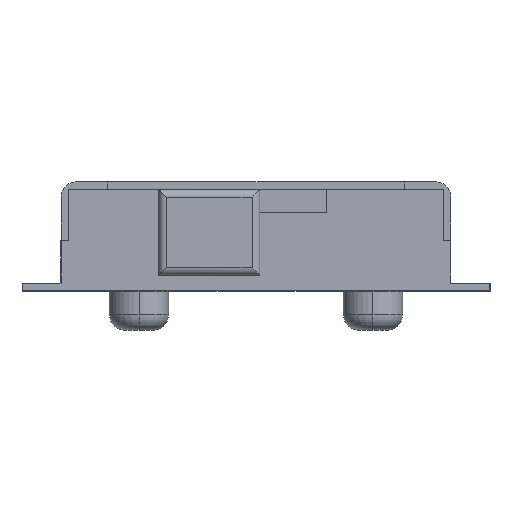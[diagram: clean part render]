
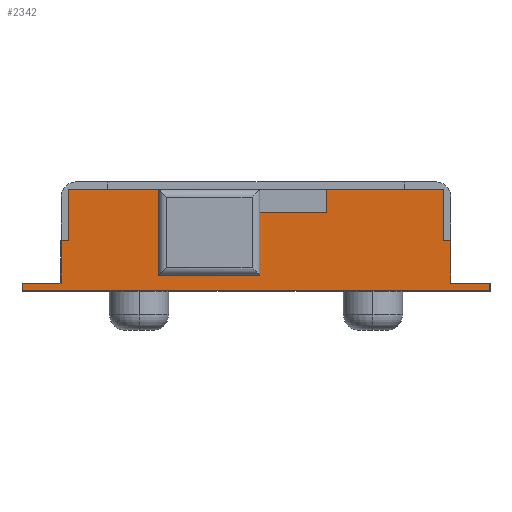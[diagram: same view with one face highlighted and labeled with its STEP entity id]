
A CAD part, top view. The second image highlights one B-rep face of the part: STEP entity #2342.
In plain terms, the highlighted planar face has unit normal (0, 0, 1).
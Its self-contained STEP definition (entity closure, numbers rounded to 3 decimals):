
#29 = LINE ( 'NONE', #3531, #3221 ) ;
#55 = ORIENTED_EDGE ( 'NONE', *, *, #1433, .F. ) ;
#117 = ORIENTED_EDGE ( 'NONE', *, *, #421, .T. ) ;
#173 = EDGE_CURVE ( 'NONE', #745, #881, #190, .T. ) ;
#190 = LINE ( 'NONE', #3693, #1585 ) ;
#192 = EDGE_CURVE ( 'NONE', #1751, #632, #3559, .T. ) ;
#250 = CARTESIAN_POINT ( 'NONE',  ( -0.1, 0., 0. ) ) ;
#255 = LINE ( 'NONE', #858, #2724 ) ;
#323 = CARTESIAN_POINT ( 'NONE',  ( 0., 1.3, 0. ) ) ;
#352 = EDGE_LOOP ( 'NONE', ( #1103, #1788, #2436, #3763, #1741, #1794, #1445, #3512, #55, #3296, #3537, #1142, #117, #1492, #3756, #1690 ) ) ;
#405 = LINE ( 'NONE', #700, #2689 ) ;
#421 = EDGE_CURVE ( 'NONE', #562, #1768, #2387, .T. ) ;
#492 = CARTESIAN_POINT ( 'NONE',  ( 0., 0.65, 0. ) ) ;
#494 = DIRECTION ( 'NONE',  ( 1., 0., 0. ) ) ;
#527 = CARTESIAN_POINT ( 'NONE',  ( 3.3, 1., 0. ) ) ;
#528 = VERTEX_POINT ( 'NONE', #3267 ) ;
#541 = LINE ( 'NONE', #3122, #2811 ) ;
#542 = DIRECTION ( 'NONE',  ( 1., 0., 0. ) ) ;
#548 = EDGE_CURVE ( 'NONE', #1877, #3214, #405, .T. ) ;
#562 = VERTEX_POINT ( 'NONE', #729 ) ;
#575 = VECTOR ( 'NONE', #2691, 1000. ) ;
#593 = VERTEX_POINT ( 'NONE', #2714 ) ;
#632 = VERTEX_POINT ( 'NONE', #3307 ) ;
#660 = VECTOR ( 'NONE', #1929, 1000. ) ;
#661 = DIRECTION ( 'NONE',  ( 1., 0., 0. ) ) ;
#700 = CARTESIAN_POINT ( 'NONE',  ( -0.1, 0.65, 0. ) ) ;
#729 = CARTESIAN_POINT ( 'NONE',  ( 5.4, 0.1, 0. ) ) ;
#745 = VERTEX_POINT ( 'NONE', #527 ) ;
#760 = CARTESIAN_POINT ( 'NONE',  ( 4.9, 0.1, 0. ) ) ;
#778 = CARTESIAN_POINT ( 'NONE',  ( 5.4, 0., 0. ) ) ;
#854 = LINE ( 'NONE', #250, #3740 ) ;
#858 = CARTESIAN_POINT ( 'NONE',  ( 1.5, 1., 0. ) ) ;
#871 = AXIS2_PLACEMENT_3D ( 'NONE', #3560, #1804, #1022 ) ;
#881 = VERTEX_POINT ( 'NONE', #3625 ) ;
#914 = VECTOR ( 'NONE', #1698, 1000. ) ;
#1022 = DIRECTION ( 'NONE',  ( -1., 0., 0. ) ) ;
#1076 = CARTESIAN_POINT ( 'NONE',  ( -0.6, 0., 0. ) ) ;
#1103 = ORIENTED_EDGE ( 'NONE', *, *, #2203, .F. ) ;
#1142 = ORIENTED_EDGE ( 'NONE', *, *, #3671, .T. ) ;
#1163 = DIRECTION ( 'NONE',  ( 0., 1., 0. ) ) ;
#1213 = CARTESIAN_POINT ( 'NONE',  ( 4.9, 0.65, 0. ) ) ;
#1260 = CARTESIAN_POINT ( 'NONE',  ( -0.6, 0.1, 0. ) ) ;
#1273 = VERTEX_POINT ( 'NONE', #3558 ) ;
#1292 = VERTEX_POINT ( 'NONE', #323 ) ;
#1296 = CARTESIAN_POINT ( 'NONE',  ( 5.4, 0.1, 0. ) ) ;
#1361 = CARTESIAN_POINT ( 'NONE',  ( 4.8, 1.3, 0. ) ) ;
#1407 = CARTESIAN_POINT ( 'NONE',  ( 4.9, 0., 0. ) ) ;
#1428 = VECTOR ( 'NONE', #2791, 1000. ) ;
#1433 = EDGE_CURVE ( 'NONE', #3631, #528, #2421, .T. ) ;
#1445 = ORIENTED_EDGE ( 'NONE', *, *, #548, .F. ) ;
#1492 = ORIENTED_EDGE ( 'NONE', *, *, #2857, .T. ) ;
#1507 = DIRECTION ( 'NONE',  ( 0., 1., 0. ) ) ;
#1585 = VECTOR ( 'NONE', #2324, 1000. ) ;
#1590 = LINE ( 'NONE', #2239, #1428 ) ;
#1652 = EDGE_CURVE ( 'NONE', #2919, #3631, #29, .T. ) ;
#1681 = LINE ( 'NONE', #3751, #2266 ) ;
#1690 = ORIENTED_EDGE ( 'NONE', *, *, #192, .F. ) ;
#1698 = DIRECTION ( 'NONE',  ( 0., 1., 0. ) ) ;
#1722 = CARTESIAN_POINT ( 'NONE',  ( 0., 1.3, 0. ) ) ;
#1741 = ORIENTED_EDGE ( 'NONE', *, *, #3324, .F. ) ;
#1751 = VERTEX_POINT ( 'NONE', #1361 ) ;
#1755 = DIRECTION ( 'NONE',  ( 0., -1., 0. ) ) ;
#1768 = VERTEX_POINT ( 'NONE', #760 ) ;
#1785 = CARTESIAN_POINT ( 'NONE',  ( 4.8, 1.3, 0. ) ) ;
#1788 = ORIENTED_EDGE ( 'NONE', *, *, #173, .F. ) ;
#1794 = ORIENTED_EDGE ( 'NONE', *, *, #2969, .T. ) ;
#1797 = CARTESIAN_POINT ( 'NONE',  ( 4.9, 0.65, 0. ) ) ;
#1804 = DIRECTION ( 'NONE',  ( 0., 0., -1. ) ) ;
#1832 = LINE ( 'NONE', #1213, #575 ) ;
#1866 = CARTESIAN_POINT ( 'NONE',  ( 5.4, 0., 0. ) ) ;
#1877 = VERTEX_POINT ( 'NONE', #1981 ) ;
#1929 = DIRECTION ( 'NONE',  ( 0., 1., 0. ) ) ;
#1981 = CARTESIAN_POINT ( 'NONE',  ( -0.1, 0.65, 0. ) ) ;
#2135 = VECTOR ( 'NONE', #3583, 1000. ) ;
#2138 = VECTOR ( 'NONE', #2597, 1000. ) ;
#2173 = VECTOR ( 'NONE', #3331, 1000. ) ;
#2174 = EDGE_CURVE ( 'NONE', #2919, #3494, #1590, .T. ) ;
#2203 = EDGE_CURVE ( 'NONE', #881, #1751, #2526, .T. ) ;
#2239 = CARTESIAN_POINT ( 'NONE',  ( 0., 0., 0. ) ) ;
#2266 = VECTOR ( 'NONE', #3491, 1000. ) ;
#2300 = EDGE_CURVE ( 'NONE', #593, #1273, #1681, .T. ) ;
#2324 = DIRECTION ( 'NONE',  ( 0., 1., 0. ) ) ;
#2342 = ADVANCED_FACE ( 'NONE', ( #3518 ), #2543, .F. ) ;
#2387 = LINE ( 'NONE', #1296, #2135 ) ;
#2421 = LINE ( 'NONE', #1260, #2173 ) ;
#2436 = ORIENTED_EDGE ( 'NONE', *, *, #3586, .F. ) ;
#2438 = VECTOR ( 'NONE', #2944, 1000. ) ;
#2483 = CARTESIAN_POINT ( 'NONE',  ( 0., 1.3, 0. ) ) ;
#2513 = VECTOR ( 'NONE', #494, 1000. ) ;
#2526 = LINE ( 'NONE', #2483, #2513 ) ;
#2541 = LINE ( 'NONE', #1407, #914 ) ;
#2543 = PLANE ( 'NONE',  #871 ) ;
#2597 = DIRECTION ( 'NONE',  ( 1., 0., 0. ) ) ;
#2689 = VECTOR ( 'NONE', #661, 1000. ) ;
#2691 = DIRECTION ( 'NONE',  ( -1., 0., 0. ) ) ;
#2710 = CARTESIAN_POINT ( 'NONE',  ( -0.6, 0.1, 0. ) ) ;
#2714 = CARTESIAN_POINT ( 'NONE',  ( 1.5, 1.3, 0. ) ) ;
#2724 = VECTOR ( 'NONE', #542, 1000. ) ;
#2791 = DIRECTION ( 'NONE',  ( 1., 0., 0. ) ) ;
#2794 = EDGE_CURVE ( 'NONE', #528, #1877, #854, .T. ) ;
#2811 = VECTOR ( 'NONE', #1755, 1000. ) ;
#2857 = EDGE_CURVE ( 'NONE', #1768, #3627, #2541, .T. ) ;
#2919 = VERTEX_POINT ( 'NONE', #1076 ) ;
#2944 = DIRECTION ( 'NONE',  ( 0., -1., 0. ) ) ;
#2969 = EDGE_CURVE ( 'NONE', #1292, #3214, #541, .T. ) ;
#2993 = LINE ( 'NONE', #778, #660 ) ;
#3122 = CARTESIAN_POINT ( 'NONE',  ( 0., 1.3, 0. ) ) ;
#3214 = VERTEX_POINT ( 'NONE', #492 ) ;
#3221 = VECTOR ( 'NONE', #1507, 1000. ) ;
#3267 = CARTESIAN_POINT ( 'NONE',  ( -0.1, 0.1, 0. ) ) ;
#3296 = ORIENTED_EDGE ( 'NONE', *, *, #1652, .F. ) ;
#3307 = CARTESIAN_POINT ( 'NONE',  ( 4.8, 0.65, 0. ) ) ;
#3324 = EDGE_CURVE ( 'NONE', #1292, #593, #3454, .T. ) ;
#3331 = DIRECTION ( 'NONE',  ( 1., 0., 0. ) ) ;
#3454 = LINE ( 'NONE', #1722, #2138 ) ;
#3491 = DIRECTION ( 'NONE',  ( 0., -1., 0. ) ) ;
#3494 = VERTEX_POINT ( 'NONE', #1866 ) ;
#3503 = EDGE_CURVE ( 'NONE', #3627, #632, #1832, .T. ) ;
#3512 = ORIENTED_EDGE ( 'NONE', *, *, #2794, .F. ) ;
#3518 = FACE_OUTER_BOUND ( 'NONE', #352, .T. ) ;
#3531 = CARTESIAN_POINT ( 'NONE',  ( -0.6, 0., 0. ) ) ;
#3537 = ORIENTED_EDGE ( 'NONE', *, *, #2174, .T. ) ;
#3558 = CARTESIAN_POINT ( 'NONE',  ( 1.5, 1., 0. ) ) ;
#3559 = LINE ( 'NONE', #1785, #2438 ) ;
#3560 = CARTESIAN_POINT ( 'NONE',  ( 0., 1.3, 0. ) ) ;
#3583 = DIRECTION ( 'NONE',  ( -1., 0., 0. ) ) ;
#3586 = EDGE_CURVE ( 'NONE', #1273, #745, #255, .T. ) ;
#3625 = CARTESIAN_POINT ( 'NONE',  ( 3.3, 1.3, 0. ) ) ;
#3627 = VERTEX_POINT ( 'NONE', #1797 ) ;
#3631 = VERTEX_POINT ( 'NONE', #2710 ) ;
#3671 = EDGE_CURVE ( 'NONE', #3494, #562, #2993, .T. ) ;
#3693 = CARTESIAN_POINT ( 'NONE',  ( 3.3, 1.3, 0. ) ) ;
#3740 = VECTOR ( 'NONE', #1163, 1000. ) ;
#3751 = CARTESIAN_POINT ( 'NONE',  ( 1.5, 1.3, 0. ) ) ;
#3756 = ORIENTED_EDGE ( 'NONE', *, *, #3503, .T. ) ;
#3763 = ORIENTED_EDGE ( 'NONE', *, *, #2300, .F. ) ;
